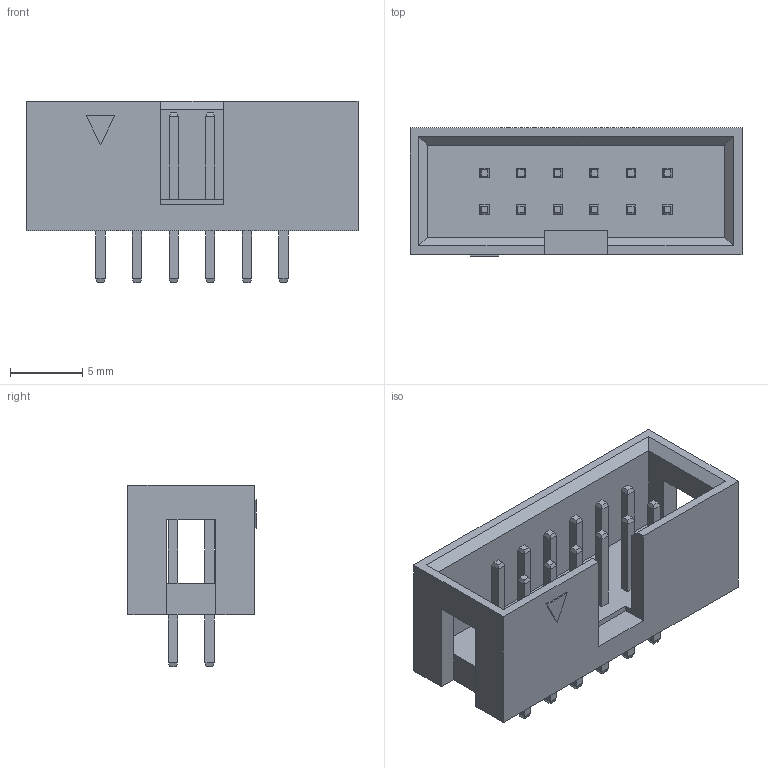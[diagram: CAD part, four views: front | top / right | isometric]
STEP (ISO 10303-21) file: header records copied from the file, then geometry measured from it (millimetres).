
FILE_DESCRIPTION (( 'STEP AP214' ), '1' );
FILE_NAME ('User Library-DS1013-12S (IDC-12MS CONNFLY).STEP', '2021-09-23T09:17:03', ( '' ), ( '' ), 'SwSTEP 2.0', 'SolidWorks 2021', '' );
FILE_SCHEMA (( 'AUTOMOTIVE_DESIGN' ));
Length unit declared in the file: millimetre
Products named in the file (1): User Library-DS1013-12S (IDC-12MS CONNFLY)
Bounding box: 23.04 x 8.9 x 12.6 mm (x, y, z)
Volume: 863.5 mm3; surface area: 1539.5 mm2
Topology: 1 solids, 1 shells, 252 faces, 583 edges, 354 vertices
Faces by surface type: plane 252
Entity records: 7293 total; most frequent: CARTESIAN_POINT 1190, ORIENTED_EDGE 1166, DIRECTION 1089, VECTOR 583, LINE 583, EDGE_CURVE 583, VERTEX_POINT 354, EDGE_LOOP 277
